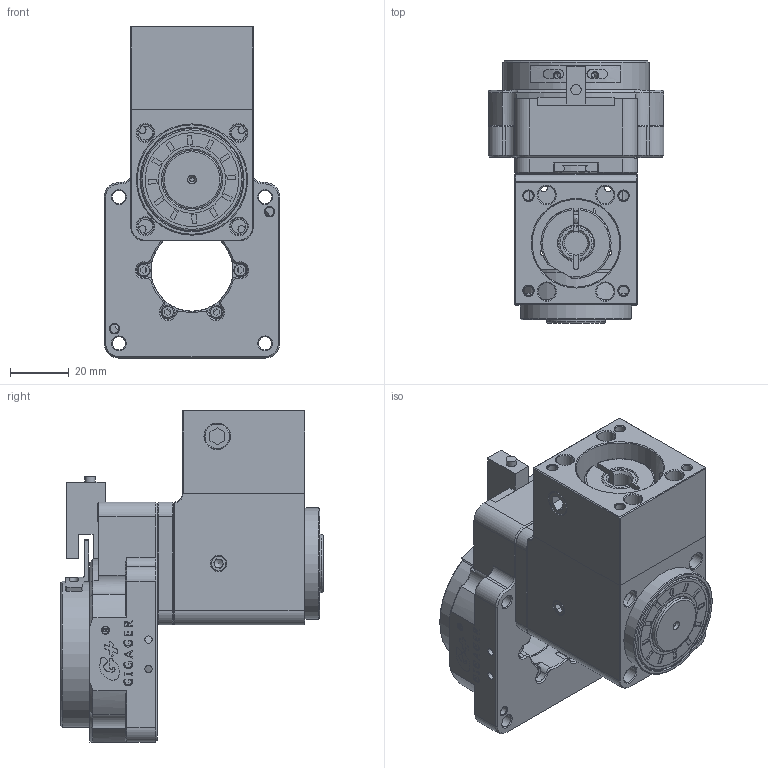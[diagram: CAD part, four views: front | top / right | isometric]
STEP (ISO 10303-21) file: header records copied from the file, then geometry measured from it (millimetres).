
FILE_DESCRIPTION (( 'STEP AP203' ), '1' );
FILE_NAME ('GSG60Z-15K-SV2.STEP', '2021-07-19T08:14:17', ( 'Microsoft' ), ( 'Microsoft' ), 'SwSTEP 2.0', 'SolidWorks 2019', '' );
FILE_SCHEMA (( 'CONFIG_CONTROL_DESIGN' ));
Length unit declared in the file: millimetre
Products named in the file (1): GSG60Z-15K-SV2
Bounding box: 60 x 89.75 x 113.5 mm (x, y, z)
Surface area: 51623.1 mm2 (no closed solid volume)
Topology: 0 solids, 61 shells, 549 faces, 2330 edges, 1846 vertices
Faces by surface type: plane 287, cylinder 125, cone 119, torus 15, bspline 3
Full cylindrical faces by diameter (mm): 1.5 x1, 2.05 x2, 2.5 x14, 3 x4, 3.3 x4, 3.5 x1, 4.5 x10, 5.8 x4, 6 x4, 8 x1, 8.5 x2, 20 x1, 23 x1, 28 x2, 30 x1, 32 x2, 35 x1, 38 x1, 40 x2, 50 x1, 58 x2
Entity records: 29434 total; most frequent: CARTESIAN_POINT 11981, DIRECTION 3128, ORIENTED_EDGE 3108, EDGE_CURVE 2183, VERTEX_POINT 1829, LINE 1094, VECTOR 1094, AXIS2_PLACEMENT_3D 1017
